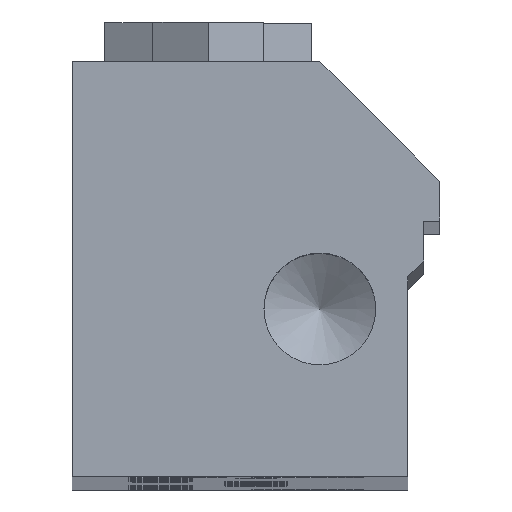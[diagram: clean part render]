
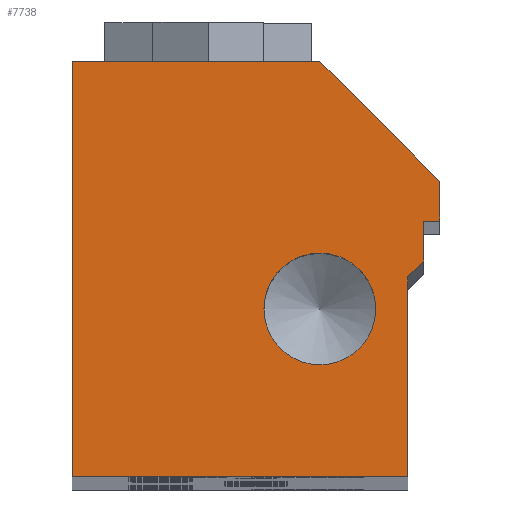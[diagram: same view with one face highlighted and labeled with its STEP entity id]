
A CAD part, top view. The second image highlights one B-rep face of the part: STEP entity #7738.
In plain terms, the highlighted planar face has unit normal (0, 0, 1).
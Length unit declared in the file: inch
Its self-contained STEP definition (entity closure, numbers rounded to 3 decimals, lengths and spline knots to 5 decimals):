
#7043=CARTESIAN_POINT('',(0.72962,0.73151,15.));
#7044=VERTEX_POINT('',#7043);
#7045=CARTESIAN_POINT('',(0.51087,0.73151,15.));
#7046=DIRECTION('',(0.0,0.0,-1.0));
#7047=DIRECTION('',(1.0,0.0,0.0));
#7048=AXIS2_PLACEMENT_3D('',#7045,#7046,#7047);
#7049=CIRCLE('',#7048,0.21875);
#7050=EDGE_CURVE('',#7044,#7044,#7049,.T.);
#7183=CARTESIAN_POINT('',(-0.45788,0.07526,15.));
#7184=VERTEX_POINT('',#7183);
#7185=CARTESIAN_POINT('',(-0.45788,1.70026,15.));
#7186=VERTEX_POINT('',#7185);
#7187=CARTESIAN_POINT('',(-0.45788,0.07526,15.));
#7188=DIRECTION('',(0.0,1.0,0.0));
#7189=VECTOR('',#7188,1.625);
#7190=LINE('',#7187,#7189);
#7191=EDGE_CURVE('',#7184,#7186,#7190,.T.);
#7214=CARTESIAN_POINT('',(0.51137,1.70026,15.));
#7215=VERTEX_POINT('',#7214);
#7216=CARTESIAN_POINT('',(-0.45788,1.70026,15.));
#7217=DIRECTION('',(1.0,0.0,0.0));
#7218=VECTOR('',#7217,0.96925);
#7219=LINE('',#7216,#7218);
#7220=EDGE_CURVE('',#7186,#7215,#7219,.T.);
#7470=CARTESIAN_POINT('',(0.98012,1.23151,15.));
#7471=VERTEX_POINT('',#7470);
#7472=CARTESIAN_POINT('',(0.51137,1.70026,15.));
#7473=DIRECTION('',(0.707,-0.707,0.0));
#7474=VECTOR('',#7473,0.66291);
#7475=LINE('',#7472,#7474);
#7476=EDGE_CURVE('',#7215,#7471,#7475,.T.);
#7494=CARTESIAN_POINT('',(0.98012,1.07526,15.));
#7495=VERTEX_POINT('',#7494);
#7496=CARTESIAN_POINT('',(0.98012,1.23151,15.));
#7497=DIRECTION('',(0.0,-1.0,0.0));
#7498=VECTOR('',#7497,0.15625);
#7499=LINE('',#7496,#7498);
#7500=EDGE_CURVE('',#7471,#7495,#7499,.T.);
#7518=CARTESIAN_POINT('',(0.91712,1.07526,15.));
#7519=VERTEX_POINT('',#7518);
#7520=CARTESIAN_POINT('',(0.98012,1.07526,15.));
#7521=DIRECTION('',(-1.0,0.0,0.0));
#7522=VECTOR('',#7521,0.063);
#7523=LINE('',#7520,#7522);
#7524=EDGE_CURVE('',#7495,#7519,#7523,.T.);
#7542=CARTESIAN_POINT('',(0.91712,0.91901,15.));
#7543=VERTEX_POINT('',#7542);
#7544=CARTESIAN_POINT('',(0.91712,1.07526,15.));
#7545=DIRECTION('',(0.0,-1.0,0.0));
#7546=VECTOR('',#7545,0.15625);
#7547=LINE('',#7544,#7546);
#7548=EDGE_CURVE('',#7519,#7543,#7547,.T.);
#7566=CARTESIAN_POINT('',(0.85462,0.85651,15.));
#7567=VERTEX_POINT('',#7566);
#7568=CARTESIAN_POINT('',(0.91712,0.91901,15.));
#7569=DIRECTION('',(-0.707,-0.707,0.0));
#7570=VECTOR('',#7569,0.08839);
#7571=LINE('',#7568,#7570);
#7572=EDGE_CURVE('',#7543,#7567,#7571,.T.);
#7590=CARTESIAN_POINT('',(0.85462,0.07526,15.));
#7591=VERTEX_POINT('',#7590);
#7592=CARTESIAN_POINT('',(0.85462,0.85651,15.));
#7593=DIRECTION('',(0.0,-1.0,0.0));
#7594=VECTOR('',#7593,0.78125);
#7595=LINE('',#7592,#7594);
#7596=EDGE_CURVE('',#7567,#7591,#7595,.T.);
#7614=CARTESIAN_POINT('',(0.85462,0.07526,15.));
#7615=DIRECTION('',(-1.0,0.0,0.0));
#7616=VECTOR('',#7615,1.3125);
#7617=LINE('',#7614,#7616);
#7618=EDGE_CURVE('',#7591,#7184,#7617,.T.);
#7719=CARTESIAN_POINT('',(0.19584,0.86114,15.));
#7720=DIRECTION('',(0.0,0.0,1.0));
#7721=DIRECTION('',(1.0,0.0,0.0));
#7722=AXIS2_PLACEMENT_3D('',#7719,#7720,#7721);
#7723=PLANE('',#7722);
#7724=ORIENTED_EDGE('',*,*,#7191,.F.);
#7725=ORIENTED_EDGE('',*,*,#7618,.F.);
#7726=ORIENTED_EDGE('',*,*,#7596,.F.);
#7727=ORIENTED_EDGE('',*,*,#7572,.F.);
#7728=ORIENTED_EDGE('',*,*,#7548,.F.);
#7729=ORIENTED_EDGE('',*,*,#7524,.F.);
#7730=ORIENTED_EDGE('',*,*,#7500,.F.);
#7731=ORIENTED_EDGE('',*,*,#7476,.F.);
#7732=ORIENTED_EDGE('',*,*,#7220,.F.);
#7733=EDGE_LOOP('',(#7724,#7725,#7726,#7727,#7728,#7729,#7730,#7731,#7732));
#7734=FACE_OUTER_BOUND('',#7733,.T.);
#7735=ORIENTED_EDGE('',*,*,#7050,.T.);
#7736=EDGE_LOOP('',(#7735));
#7737=FACE_BOUND('',#7736,.T.);
#7738=ADVANCED_FACE('',(#7734,#7737),#7723,.T.);
